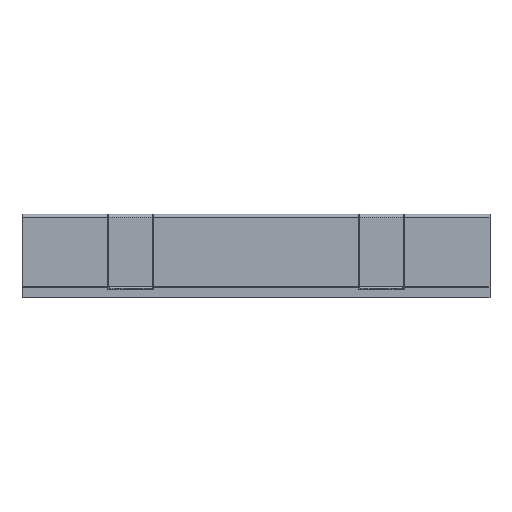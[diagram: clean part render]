
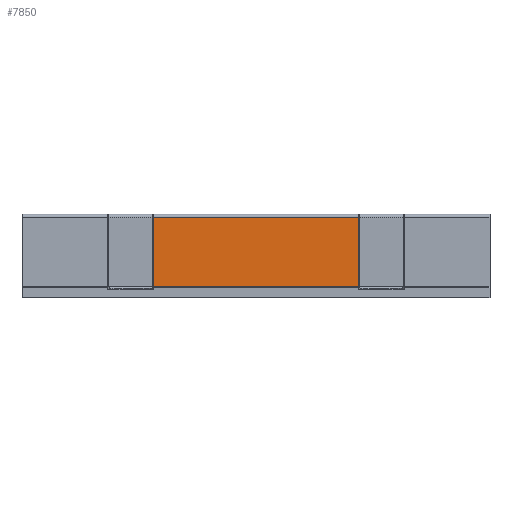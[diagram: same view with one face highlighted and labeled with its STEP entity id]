
A CAD part, front view. The second image highlights one B-rep face of the part: STEP entity #7850.
In plain terms, the highlighted planar face has unit normal (0, -1, 0).
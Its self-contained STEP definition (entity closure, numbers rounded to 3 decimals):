
#232 = VERTEX_POINT ( 'NONE', #7674 ) ;
#239 = VERTEX_POINT ( 'NONE', #2880 ) ;
#316 = VERTEX_POINT ( 'NONE', #2957 ) ;
#317 = VERTEX_POINT ( 'NONE', #2958 ) ;
#680 = EDGE_CURVE ( 'NONE', #232, #239, #2730, .T. ) ;
#777 = EDGE_CURVE ( 'NONE', #316, #317, #2870, .T. ) ;
#798 = EDGE_CURVE ( 'NONE', #316, #232, #3914, .T. ) ;
#799 = EDGE_CURVE ( 'NONE', #239, #317, #3915, .T. ) ;
#942 = ORIENTED_EDGE ( 'NONE', *, *, #777, .F. ) ;
#943 = ORIENTED_EDGE ( 'NONE', *, *, #798, .T. ) ;
#944 = ORIENTED_EDGE ( 'NONE', *, *, #680, .T. ) ;
#945 = ORIENTED_EDGE ( 'NONE', *, *, #799, .T. ) ;
#2730 = LINE ( 'NONE', #3435, #2732 ) ;
#2732 = VECTOR ( 'NONE', #3436, 1000. ) ;
#2870 = LINE ( 'NONE', #3700, #7692 ) ;
#2880 = CARTESIAN_POINT ( 'NONE',  ( -13.47, -16.411, 10.62 ) ) ;
#2957 = CARTESIAN_POINT ( 'NONE',  ( 13.47, -16.411, 1.52 ) ) ;
#2958 = CARTESIAN_POINT ( 'NONE',  ( -13.47, -16.411, 1.52 ) ) ;
#3435 = CARTESIAN_POINT ( 'NONE',  ( 152.4, -16.411, 10.62 ) ) ;
#3436 = DIRECTION ( 'NONE',  ( -1., 0., 0. ) ) ;
#3694 = DIRECTION ( 'NONE',  ( -1., 0., 0. ) ) ;
#3700 = CARTESIAN_POINT ( 'NONE',  ( 152.4, -16.411, 1.52 ) ) ;
#3753 = DIRECTION ( 'NONE',  ( 0., 0., 1. ) ) ;
#3754 = CARTESIAN_POINT ( 'NONE',  ( 13.47, -16.411, 1.52 ) ) ;
#3762 = CARTESIAN_POINT ( 'NONE',  ( -13.47, -16.411, 1.52 ) ) ;
#3763 = DIRECTION ( 'NONE',  ( 0., 0., -1. ) ) ;
#3914 = LINE ( 'NONE', #3754, #3916 ) ;
#3915 = LINE ( 'NONE', #3762, #3918 ) ;
#3916 = VECTOR ( 'NONE', #3753, 1000. ) ;
#3918 = VECTOR ( 'NONE', #3763, 1000. ) ;
#6497 = FACE_OUTER_BOUND ( 'NONE', #7705, .T. ) ;
#6811 = CARTESIAN_POINT ( 'NONE',  ( 152.4, -16.411, 1.52 ) ) ;
#6813 = PLANE ( 'NONE',  #7180 ) ;
#6815 = DIRECTION ( 'NONE',  ( 0., 1., 0. ) ) ;
#6816 = DIRECTION ( 'NONE',  ( 0., 0., 1. ) ) ;
#7180 = AXIS2_PLACEMENT_3D ( 'NONE', #6811, #6815, #6816 ) ;
#7674 = CARTESIAN_POINT ( 'NONE',  ( 13.47, -16.411, 10.62 ) ) ;
#7692 = VECTOR ( 'NONE', #3694, 1000. ) ;
#7705 = EDGE_LOOP ( 'NONE', ( #942, #943, #944, #945 ) ) ;
#7850 = ADVANCED_FACE ( 'NONE', ( #6497 ), #6813, .F. ) ;
